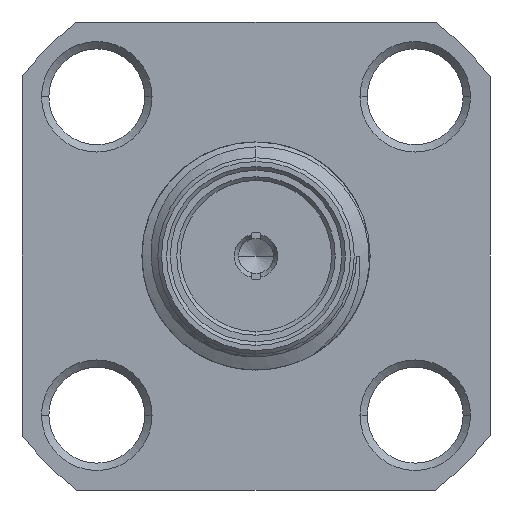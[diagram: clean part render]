
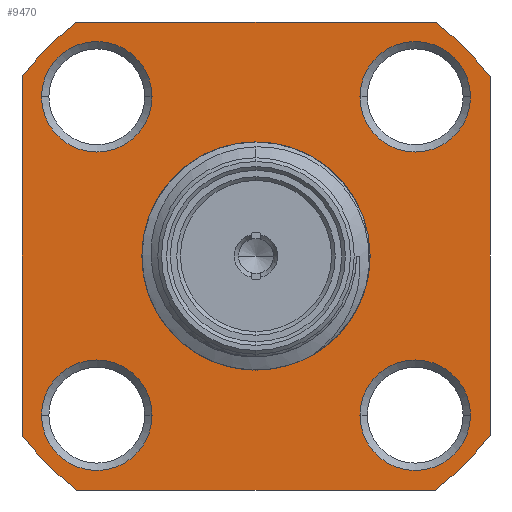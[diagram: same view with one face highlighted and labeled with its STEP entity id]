
A CAD part, left-side view. The second image highlights one B-rep face of the part: STEP entity #9470.
In plain terms, the highlighted planar face has unit normal (-1, 0, 0).
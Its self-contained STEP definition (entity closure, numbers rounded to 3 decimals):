
#3032=DIRECTION('',(0.,0.,-1.));
#3033=VECTOR('',#3032,9.732);
#3034=CARTESIAN_POINT('',(-3.235,6.35,4.866));
#3035=LINE('',#3034,#3033);
#3040=DIRECTION('',(0.,1.,0.));
#3041=VECTOR('',#3040,9.732);
#3042=CARTESIAN_POINT('',(-3.235,-4.866,6.35));
#3043=LINE('',#3042,#3041);
#3056=DIRECTION('',(0.,0.,1.));
#3057=VECTOR('',#3056,9.732);
#3058=CARTESIAN_POINT('',(-3.235,-6.35,-4.866));
#3059=LINE('',#3058,#3057);
#3072=DIRECTION('',(0.,-1.,0.));
#3073=VECTOR('',#3072,9.732);
#3074=CARTESIAN_POINT('',(-3.235,4.866,-6.35));
#3075=LINE('',#3074,#3073);
#3084=CARTESIAN_POINT('',(-3.235,0.,0.));
#3085=DIRECTION('',(-1.,0.,0.));
#3086=DIRECTION('',(0.,0.794,-0.608));
#3087=AXIS2_PLACEMENT_3D('',#3084,#3085,#3086);
#3089=CARTESIAN_POINT('',(-3.235,0.,0.));
#3090=DIRECTION('',(-1.,0.,0.));
#3091=DIRECTION('',(0.,0.608,0.794));
#3092=AXIS2_PLACEMENT_3D('',#3089,#3090,#3091);
#3094=CARTESIAN_POINT('',(-3.235,0.,0.));
#3095=DIRECTION('',(-1.,0.,0.));
#3096=DIRECTION('',(0.,-0.794,0.608));
#3097=AXIS2_PLACEMENT_3D('',#3094,#3095,#3096);
#3099=CARTESIAN_POINT('',(-3.235,0.,0.));
#3100=DIRECTION('',(-1.,0.,0.));
#3101=DIRECTION('',(0.,-0.608,-0.794));
#3102=AXIS2_PLACEMENT_3D('',#3099,#3100,#3101);
#3104=CARTESIAN_POINT('',(-3.235,0.,0.));
#3105=DIRECTION('',(-1.,0.,0.));
#3106=DIRECTION('',(0.,0.,1.));
#3107=AXIS2_PLACEMENT_3D('',#3104,#3105,#3106);
#3109=CARTESIAN_POINT('',(-3.235,0.,0.));
#3110=DIRECTION('',(1.,0.,0.));
#3111=DIRECTION('',(0.,0.,1.));
#3112=AXIS2_PLACEMENT_3D('',#3109,#3110,#3111);
#3114=CARTESIAN_POINT('',(-3.235,4.32,4.32));
#3115=DIRECTION('',(1.,0.,0.));
#3116=DIRECTION('',(0.,1.,0.));
#3117=AXIS2_PLACEMENT_3D('',#3114,#3115,#3116);
#3119=CARTESIAN_POINT('',(-3.235,4.32,4.32));
#3120=DIRECTION('',(1.,0.,0.));
#3121=DIRECTION('',(0.,-1.,0.));
#3122=AXIS2_PLACEMENT_3D('',#3119,#3120,#3121);
#3124=CARTESIAN_POINT('',(-3.235,-4.32,4.32));
#3125=DIRECTION('',(1.,0.,0.));
#3126=DIRECTION('',(0.,1.,0.));
#3127=AXIS2_PLACEMENT_3D('',#3124,#3125,#3126);
#3129=CARTESIAN_POINT('',(-3.235,-4.32,4.32));
#3130=DIRECTION('',(1.,0.,0.));
#3131=DIRECTION('',(0.,-1.,0.));
#3132=AXIS2_PLACEMENT_3D('',#3129,#3130,#3131);
#3134=CARTESIAN_POINT('',(-3.235,-4.32,-4.32));
#3135=DIRECTION('',(1.,0.,0.));
#3136=DIRECTION('',(0.,-1.,0.));
#3137=AXIS2_PLACEMENT_3D('',#3134,#3135,#3136);
#3139=CARTESIAN_POINT('',(-3.235,-4.32,-4.32));
#3140=DIRECTION('',(1.,0.,0.));
#3141=DIRECTION('',(0.,1.,0.));
#3142=AXIS2_PLACEMENT_3D('',#3139,#3140,#3141);
#3144=CARTESIAN_POINT('',(-3.235,4.32,-4.32));
#3145=DIRECTION('',(1.,0.,0.));
#3146=DIRECTION('',(0.,1.,0.));
#3147=AXIS2_PLACEMENT_3D('',#3144,#3145,#3146);
#3149=CARTESIAN_POINT('',(-3.235,4.32,-4.32));
#3150=DIRECTION('',(1.,0.,0.));
#3151=DIRECTION('',(0.,-1.,0.));
#3152=AXIS2_PLACEMENT_3D('',#3149,#3150,#3151);
#6844=CARTESIAN_POINT('',(-3.235,0.,2.665));
#6846=VERTEX_POINT('',#6844);
#6848=CARTESIAN_POINT('',(-3.235,0.,-2.665));
#6850=VERTEX_POINT('',#6848);
#6924=CARTESIAN_POINT('',(-3.235,6.35,-4.866));
#6926=VERTEX_POINT('',#6924);
#6928=CARTESIAN_POINT('',(-3.235,6.35,4.866));
#6930=VERTEX_POINT('',#6928);
#6932=CARTESIAN_POINT('',(-3.235,4.866,-6.35));
#6934=VERTEX_POINT('',#6932);
#6936=CARTESIAN_POINT('',(-3.235,-4.866,-6.35));
#6938=VERTEX_POINT('',#6936);
#6940=CARTESIAN_POINT('',(-3.235,-6.35,-4.866));
#6942=VERTEX_POINT('',#6940);
#6944=CARTESIAN_POINT('',(-3.235,-6.35,4.866));
#6946=VERTEX_POINT('',#6944);
#6948=CARTESIAN_POINT('',(-3.235,-4.866,6.35));
#6950=VERTEX_POINT('',#6948);
#6952=CARTESIAN_POINT('',(-3.235,4.866,6.35));
#6954=VERTEX_POINT('',#6952);
#7030=CARTESIAN_POINT('',(-3.235,5.82,4.32));
#7031=CARTESIAN_POINT('',(-3.235,2.82,4.32));
#7032=VERTEX_POINT('',#7030);
#7033=VERTEX_POINT('',#7031);
#7038=CARTESIAN_POINT('',(-3.235,-2.82,4.32));
#7039=CARTESIAN_POINT('',(-3.235,-5.82,4.32));
#7040=VERTEX_POINT('',#7038);
#7041=VERTEX_POINT('',#7039);
#7046=CARTESIAN_POINT('',(-3.235,-5.82,-4.32));
#7047=CARTESIAN_POINT('',(-3.235,-2.82,-4.32));
#7048=VERTEX_POINT('',#7046);
#7049=VERTEX_POINT('',#7047);
#7054=CARTESIAN_POINT('',(-3.235,5.82,-4.32));
#7055=CARTESIAN_POINT('',(-3.235,2.82,-4.32));
#7056=VERTEX_POINT('',#7054);
#7057=VERTEX_POINT('',#7055);
#9425=CARTESIAN_POINT('',(-3.235,0.,0.));
#9426=DIRECTION('',(-1.,0.,0.));
#9427=DIRECTION('',(0.,0.,1.));
#9428=AXIS2_PLACEMENT_3D('',#9425,#9426,#9427);
#9429=PLANE('',#9428);
#9430=ORIENTED_EDGE('',*,*,#9320,.F.);
#9431=ORIENTED_EDGE('',*,*,#9337,.F.);
#9432=ORIENTED_EDGE('',*,*,#9351,.F.);
#9433=ORIENTED_EDGE('',*,*,#9363,.F.);
#9434=ORIENTED_EDGE('',*,*,#9377,.F.);
#9435=ORIENTED_EDGE('',*,*,#9391,.F.);
#9436=ORIENTED_EDGE('',*,*,#9405,.F.);
#9437=ORIENTED_EDGE('',*,*,#9418,.F.);
#9438=EDGE_LOOP('',(#9430,#9431,#9432,#9433,#9434,#9435,#9436,#9437));
#9439=FACE_OUTER_BOUND('',#9438,.F.);
#9441=ORIENTED_EDGE('',*,*,#9440,.T.);
#9443=ORIENTED_EDGE('',*,*,#9442,.F.);
#9444=EDGE_LOOP('',(#9441,#9443));
#9445=FACE_BOUND('',#9444,.F.);
#9447=ORIENTED_EDGE('',*,*,#9446,.F.);
#9449=ORIENTED_EDGE('',*,*,#9448,.F.);
#9450=EDGE_LOOP('',(#9447,#9449));
#9451=FACE_BOUND('',#9450,.F.);
#9453=ORIENTED_EDGE('',*,*,#9452,.F.);
#9455=ORIENTED_EDGE('',*,*,#9454,.F.);
#9456=EDGE_LOOP('',(#9453,#9455));
#9457=FACE_BOUND('',#9456,.F.);
#9459=ORIENTED_EDGE('',*,*,#9458,.F.);
#9461=ORIENTED_EDGE('',*,*,#9460,.F.);
#9462=EDGE_LOOP('',(#9459,#9461));
#9463=FACE_BOUND('',#9462,.F.);
#9465=ORIENTED_EDGE('',*,*,#9464,.F.);
#9467=ORIENTED_EDGE('',*,*,#9466,.F.);
#9468=EDGE_LOOP('',(#9465,#9467));
#9469=FACE_BOUND('',#9468,.F.);
#9470=ADVANCED_FACE('',(#9439,#9445,#9451,#9457,#9463,#9469),#9429,.T.);
#3088=CIRCLE('',#3087,8.);
#3093=CIRCLE('',#3092,8.);
#3098=CIRCLE('',#3097,8.);
#3103=CIRCLE('',#3102,8.);
#3108=CIRCLE('',#3107,2.665);
#3113=CIRCLE('',#3112,2.665);
#3118=CIRCLE('',#3117,1.5);
#3123=CIRCLE('',#3122,1.5);
#3128=CIRCLE('',#3127,1.5);
#3133=CIRCLE('',#3132,1.5);
#3138=CIRCLE('',#3137,1.5);
#3143=CIRCLE('',#3142,1.5);
#3148=CIRCLE('',#3147,1.5);
#3153=CIRCLE('',#3152,1.5);
#9320=EDGE_CURVE('',#6926,#6934,#3088,.T.);
#9337=EDGE_CURVE('',#6930,#6926,#3035,.T.);
#9351=EDGE_CURVE('',#6954,#6930,#3093,.T.);
#9363=EDGE_CURVE('',#6950,#6954,#3043,.T.);
#9377=EDGE_CURVE('',#6946,#6950,#3098,.T.);
#9391=EDGE_CURVE('',#6942,#6946,#3059,.T.);
#9405=EDGE_CURVE('',#6938,#6942,#3103,.T.);
#9418=EDGE_CURVE('',#6934,#6938,#3075,.T.);
#9440=EDGE_CURVE('',#6846,#6850,#3108,.T.);
#9442=EDGE_CURVE('',#6846,#6850,#3113,.T.);
#9446=EDGE_CURVE('',#7032,#7033,#3118,.T.);
#9448=EDGE_CURVE('',#7033,#7032,#3123,.T.);
#9452=EDGE_CURVE('',#7040,#7041,#3128,.T.);
#9454=EDGE_CURVE('',#7041,#7040,#3133,.T.);
#9458=EDGE_CURVE('',#7048,#7049,#3138,.T.);
#9460=EDGE_CURVE('',#7049,#7048,#3143,.T.);
#9464=EDGE_CURVE('',#7056,#7057,#3148,.T.);
#9466=EDGE_CURVE('',#7057,#7056,#3153,.T.);
